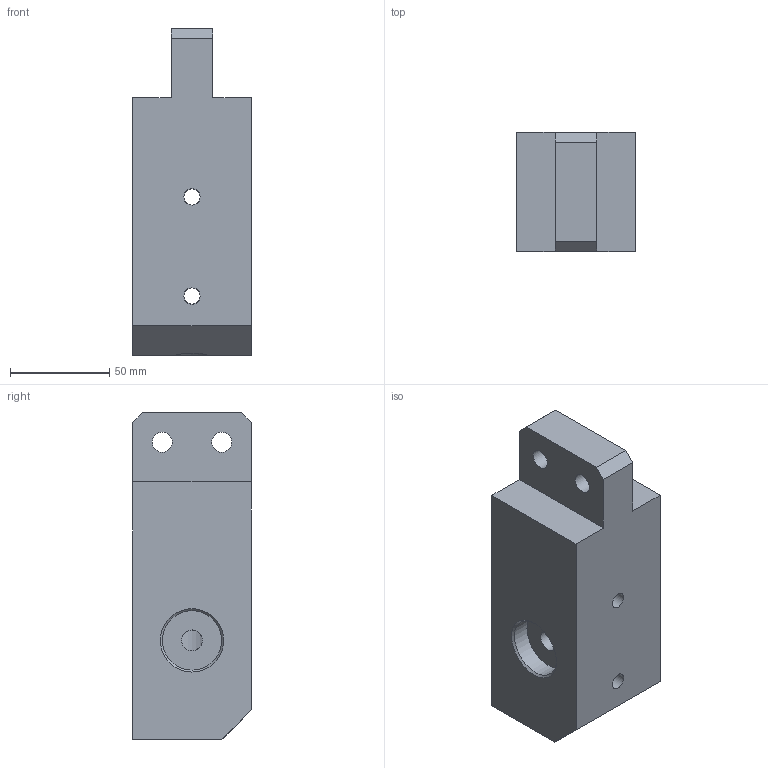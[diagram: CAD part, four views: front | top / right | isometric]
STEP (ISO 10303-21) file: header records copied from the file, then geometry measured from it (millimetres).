
FILE_DESCRIPTION(/* description */ (''),/* implementation_level */ '2;1');
FILE_NAME(/* name */ 'CAS-7.stp',/* time_stamp */ '2024-05-10T19:39:02+02:00',/* author */ ('Hp'),/* organization */ (''),/* preprocessor_version */ 'ST-DEVELOPER v18.1',/* originating_system */ 'Autodesk Inventor 2022',/* authorisation */ '');
FILE_SCHEMA (('AUTOMOTIVE_DESIGN { 1 0 10303 214 3 1 1 }'));
Length unit declared in the file: millimetre
Products named in the file (1): MM56 - 1201
Bounding box: 60 x 60 x 165 mm (x, y, z)
Volume: 426317.1 mm3; surface area: 56232.1 mm2
Topology: 1 solids, 1 shells, 26 faces, 72 edges, 48 vertices
Faces by surface type: plane 14, cylinder 9, cone 3
Full cylindrical faces by diameter (mm): 8.2 x4, 10 x2, 10.5 x1, 25 x1, 30 x1
Entity records: 1053 total; most frequent: CARTESIAN_POINT 314, ORIENTED_EDGE 142, DIRECTION 136, EDGE_CURVE 71, VERTEX_POINT 48, LINE 46, VECTOR 46, AXIS2_PLACEMENT_3D 45
